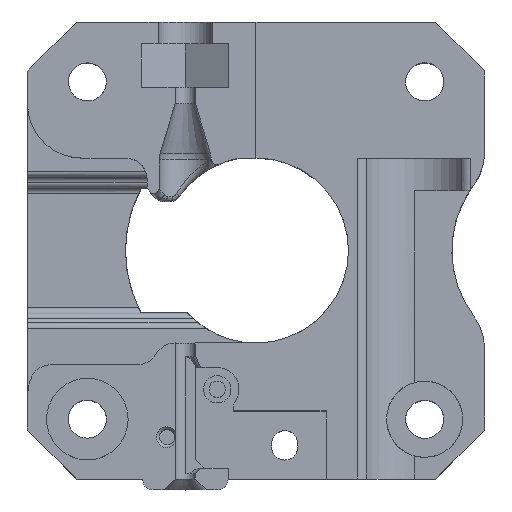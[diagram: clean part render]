
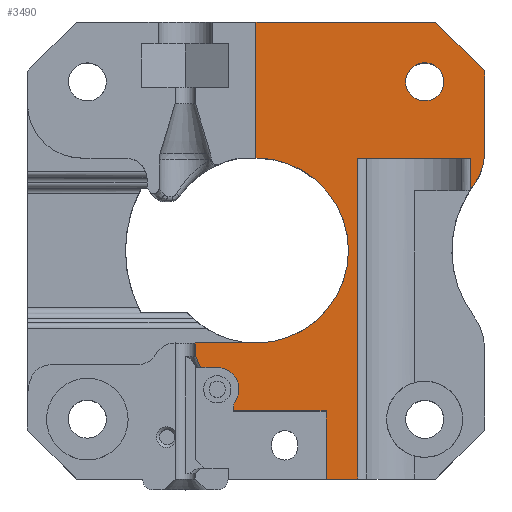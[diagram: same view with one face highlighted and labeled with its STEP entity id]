
A CAD part, top view. The second image highlights one B-rep face of the part: STEP entity #3490.
In plain terms, the highlighted planar face has unit normal (0, 0, 1).
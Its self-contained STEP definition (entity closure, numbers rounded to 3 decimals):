
#28=FACE_BOUND('',#408,.T.);
#79=PLANE('',#3760);
#211=FACE_OUTER_BOUND('',#407,.T.);
#407=EDGE_LOOP('',(#2650,#2651,#2652,#2653,#2654,#2655,#2656,#2657,#2658,
#2659,#2660,#2661,#2662,#2663,#2664,#2665,#2666,#2667,#2668,#2669));
#408=EDGE_LOOP('',(#2670));
#606=CIRCLE('',#3752,1.);
#607=CIRCLE('',#3756,2.);
#609=CIRCLE('',#3761,10.);
#610=CIRCLE('',#3762,5.);
#611=CIRCLE('',#3763,8.5);
#612=CIRCLE('',#3764,1.75);
#783=LINE('',#5404,#1120);
#827=LINE('',#5553,#1164);
#829=LINE('',#5557,#1166);
#837=LINE('',#5589,#1174);
#840=LINE('',#5593,#1177);
#841=LINE('',#5595,#1178);
#842=LINE('',#5597,#1179);
#843=LINE('',#5599,#1180);
#844=LINE('',#5605,#1181);
#845=LINE('',#5607,#1182);
#846=LINE('',#5609,#1183);
#847=LINE('',#5611,#1184);
#848=LINE('',#5615,#1185);
#849=LINE('',#5616,#1186);
#850=LINE('',#5617,#1187);
#1120=VECTOR('',#4214,10.);
#1164=VECTOR('',#4322,10.);
#1166=VECTOR('',#4326,10.);
#1174=VECTOR('',#4354,10.);
#1177=VECTOR('',#4359,10.);
#1178=VECTOR('',#4360,10.);
#1179=VECTOR('',#4361,10.);
#1180=VECTOR('',#4362,10.);
#1181=VECTOR('',#4367,10.);
#1182=VECTOR('',#4368,10.);
#1183=VECTOR('',#4369,10.);
#1184=VECTOR('',#4370,10.);
#1185=VECTOR('',#4373,10.);
#1186=VECTOR('',#4374,10.);
#1187=VECTOR('',#4375,10.);
#1529=VERTEX_POINT('',#5401);
#1530=VERTEX_POINT('',#5403);
#1566=VERTEX_POINT('',#5550);
#1567=VERTEX_POINT('',#5552);
#1568=VERTEX_POINT('',#5556);
#1569=VERTEX_POINT('',#5561);
#1572=VERTEX_POINT('',#5575);
#1575=VERTEX_POINT('',#5587);
#1576=VERTEX_POINT('',#5588);
#1577=VERTEX_POINT('',#5594);
#1578=VERTEX_POINT('',#5596);
#1579=VERTEX_POINT('',#5598);
#1580=VERTEX_POINT('',#5600);
#1581=VERTEX_POINT('',#5602);
#1582=VERTEX_POINT('',#5604);
#1583=VERTEX_POINT('',#5606);
#1584=VERTEX_POINT('',#5608);
#1585=VERTEX_POINT('',#5610);
#1586=VERTEX_POINT('',#5612);
#1587=VERTEX_POINT('',#5614);
#1588=VERTEX_POINT('',#5618);
#1907=EDGE_CURVE('',#1529,#1530,#783,.T.);
#1966=EDGE_CURVE('',#1567,#1566,#827,.T.);
#1968=EDGE_CURVE('',#1568,#1530,#829,.T.);
#1970=EDGE_CURVE('',#1567,#1569,#606,.T.);
#1976=EDGE_CURVE('',#1572,#1569,#607,.T.);
#1981=EDGE_CURVE('',#1575,#1576,#837,.T.);
#1984=EDGE_CURVE('',#1566,#1568,#840,.T.);
#1985=EDGE_CURVE('',#1577,#1529,#841,.T.);
#1986=EDGE_CURVE('',#1578,#1577,#842,.T.);
#1987=EDGE_CURVE('',#1579,#1578,#843,.T.);
#1988=EDGE_CURVE('',#1579,#1580,#609,.T.);
#1989=EDGE_CURVE('',#1581,#1580,#610,.T.);
#1990=EDGE_CURVE('',#1582,#1581,#844,.T.);
#1991=EDGE_CURVE('',#1583,#1582,#845,.T.);
#1992=EDGE_CURVE('',#1584,#1583,#846,.T.);
#1993=EDGE_CURVE('',#1584,#1585,#847,.T.);
#1994=EDGE_CURVE('',#1586,#1585,#611,.T.);
#1995=EDGE_CURVE('',#1586,#1587,#848,.T.);
#1996=EDGE_CURVE('',#1587,#1576,#849,.T.);
#1997=EDGE_CURVE('',#1575,#1572,#850,.T.);
#1998=EDGE_CURVE('',#1588,#1588,#612,.T.);
#2650=ORIENTED_EDGE('',*,*,#1970,.F.);
#2651=ORIENTED_EDGE('',*,*,#1966,.T.);
#2652=ORIENTED_EDGE('',*,*,#1984,.T.);
#2653=ORIENTED_EDGE('',*,*,#1968,.T.);
#2654=ORIENTED_EDGE('',*,*,#1907,.F.);
#2655=ORIENTED_EDGE('',*,*,#1985,.F.);
#2656=ORIENTED_EDGE('',*,*,#1986,.F.);
#2657=ORIENTED_EDGE('',*,*,#1987,.F.);
#2658=ORIENTED_EDGE('',*,*,#1988,.T.);
#2659=ORIENTED_EDGE('',*,*,#1989,.F.);
#2660=ORIENTED_EDGE('',*,*,#1990,.F.);
#2661=ORIENTED_EDGE('',*,*,#1991,.F.);
#2662=ORIENTED_EDGE('',*,*,#1992,.F.);
#2663=ORIENTED_EDGE('',*,*,#1993,.T.);
#2664=ORIENTED_EDGE('',*,*,#1994,.F.);
#2665=ORIENTED_EDGE('',*,*,#1995,.T.);
#2666=ORIENTED_EDGE('',*,*,#1996,.T.);
#2667=ORIENTED_EDGE('',*,*,#1981,.F.);
#2668=ORIENTED_EDGE('',*,*,#1997,.T.);
#2669=ORIENTED_EDGE('',*,*,#1976,.T.);
#2670=ORIENTED_EDGE('',*,*,#1998,.F.);
#3490=ADVANCED_FACE('',(#211,#28),#79,.T.);
#3752=AXIS2_PLACEMENT_3D('',#5562,#4332,#4333);
#3756=AXIS2_PLACEMENT_3D('',#5576,#4344,#4345);
#3760=AXIS2_PLACEMENT_3D('',#5592,#4357,#4358);
#3761=AXIS2_PLACEMENT_3D('',#5601,#4363,#4364);
#3762=AXIS2_PLACEMENT_3D('',#5603,#4365,#4366);
#3763=AXIS2_PLACEMENT_3D('',#5613,#4371,#4372);
#3764=AXIS2_PLACEMENT_3D('',#5619,#4376,#4377);
#4214=DIRECTION('',(-1.,0.,0.));
#4322=DIRECTION('',(0.,-1.,0.));
#4326=DIRECTION('',(0.,-1.,0.));
#4332=DIRECTION('center_axis',(0.,0.,-1.));
#4333=DIRECTION('ref_axis',(-0.955,0.296,0.));
#4344=DIRECTION('center_axis',(0.,0.,-1.));
#4345=DIRECTION('ref_axis',(-1.,0.,0.));
#4354=DIRECTION('',(-0.447,0.894,0.));
#4357=DIRECTION('center_axis',(0.,0.,1.));
#4358=DIRECTION('ref_axis',(1.,0.,0.));
#4359=DIRECTION('',(1.,0.,0.));
#4360=DIRECTION('',(0.,-1.,0.));
#4361=DIRECTION('',(-1.,0.,0.));
#4362=DIRECTION('',(0.,1.,0.));
#4363=DIRECTION('center_axis',(0.,0.,-1.));
#4364=DIRECTION('ref_axis',(1.,0.,0.));
#4365=DIRECTION('center_axis',(0.,0.,-1.));
#4366=DIRECTION('ref_axis',(0.949,-0.316,0.));
#4367=DIRECTION('',(0.,-1.,0.));
#4368=DIRECTION('',(0.707,-0.707,0.));
#4369=DIRECTION('',(1.,0.,0.));
#4370=DIRECTION('',(0.,-1.,0.));
#4371=DIRECTION('center_axis',(0.,0.,1.));
#4372=DIRECTION('ref_axis',(0.,1.,0.));
#4373=DIRECTION('',(-1.,0.,0.));
#4374=DIRECTION('',(0.,-1.,0.));
#4375=DIRECTION('',(1.,0.,0.));
#4376=DIRECTION('center_axis',(0.,0.,1.));
#4377=DIRECTION('ref_axis',(-1.,0.,0.));
#5401=CARTESIAN_POINT('',(9.335,-21.,13.));
#5403=CARTESIAN_POINT('',(6.438,-21.,13.));
#5404=CARTESIAN_POINT('',(-16.5,-21.,13.));
#5550=CARTESIAN_POINT('',(-2.088,-14.75,13.));
#5552=CARTESIAN_POINT('',(-2.088,-14.445,13.));
#5553=CARTESIAN_POINT('',(-2.088,-14.267,13.));
#5556=CARTESIAN_POINT('',(6.438,-14.75,13.));
#5557=CARTESIAN_POINT('',(6.438,-14.592,13.));
#5561=CARTESIAN_POINT('',(-1.913,-13.88,13.));
#5562=CARTESIAN_POINT('Origin',(-1.088,-14.445,13.));
#5575=CARTESIAN_POINT('',(-3.563,-10.75,13.));
#5576=CARTESIAN_POINT('Origin',(-3.563,-12.75,13.));
#5587=CARTESIAN_POINT('',(-5.063,-10.75,13.));
#5588=CARTESIAN_POINT('',(-5.563,-9.75,13.));
#5589=CARTESIAN_POINT('',(-5.388,-10.099,13.));
#5592=CARTESIAN_POINT('Origin',(-14.434,-14.434,13.));
#5593=CARTESIAN_POINT('',(-9.998,-14.75,13.));
#5594=CARTESIAN_POINT('',(9.335,8.5,13.));
#5595=CARTESIAN_POINT('',(9.335,8.5,13.));
#5596=CARTESIAN_POINT('',(19.727,8.5,13.));
#5597=CARTESIAN_POINT('',(14.5,8.5,13.));
#5598=CARTESIAN_POINT('',(19.727,5.618,13.));
#5599=CARTESIAN_POINT('',(19.727,8.5,13.));
#5600=CARTESIAN_POINT('',(20.,6.,13.));
#5601=CARTESIAN_POINT('Origin',(28.,0.,13.));
#5602=CARTESIAN_POINT('',(21.,9.,13.));
#5603=CARTESIAN_POINT('Origin',(16.,9.,13.));
#5604=CARTESIAN_POINT('',(21.,16.5,13.));
#5605=CARTESIAN_POINT('',(21.,8.25,13.));
#5606=CARTESIAN_POINT('',(16.5,21.,13.));
#5607=CARTESIAN_POINT('',(19.625,17.875,13.));
#5608=CARTESIAN_POINT('',(0.,21.,13.));
#5609=CARTESIAN_POINT('',(1.5,21.,13.));
#5610=CARTESIAN_POINT('',(0.,8.5,13.));
#5611=CARTESIAN_POINT('',(0.,10.5,13.));
#5612=CARTESIAN_POINT('',(0.,-8.5,13.));
#5613=CARTESIAN_POINT('Origin',(0.,0.,13.));
#5614=CARTESIAN_POINT('',(-5.563,-8.5,13.));
#5615=CARTESIAN_POINT('',(-1.75,-8.5,13.));
#5616=CARTESIAN_POINT('',(-5.563,-17.717,13.));
#5617=CARTESIAN_POINT('',(-9.998,-10.75,13.));
#5618=CARTESIAN_POINT('',(17.25,15.5,13.));
#5619=CARTESIAN_POINT('Origin',(15.5,15.5,13.));
